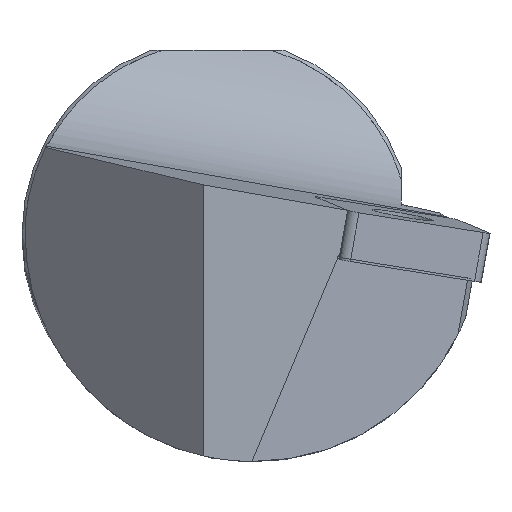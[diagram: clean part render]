
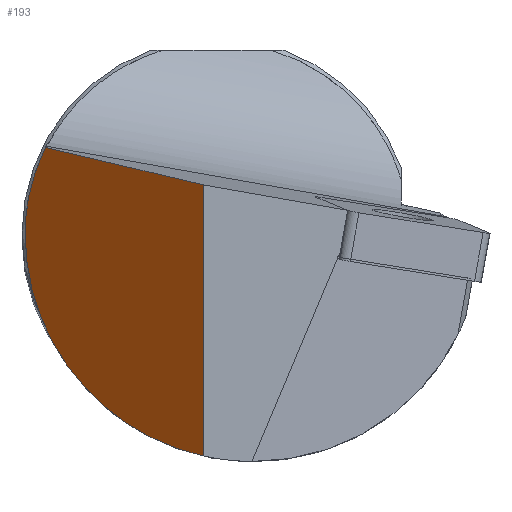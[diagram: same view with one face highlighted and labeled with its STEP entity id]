
A CAD part, top view. The second image highlights one B-rep face of the part: STEP entity #193.
In plain terms, the highlighted planar face has unit normal (-0.707, 0, 0.707).
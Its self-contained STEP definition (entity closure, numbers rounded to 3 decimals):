
#122=PLANE('',#929);
#193=ADVANCED_FACE('',(#242),#122,.F.);
#242=FACE_OUTER_BOUND('',#284,.T.);
#284=EDGE_LOOP('',(#543,#544,#545,#546));
#341=LINE('',#1377,#397);
#344=LINE('',#1422,#400);
#397=VECTOR('',#1080,1.);
#400=VECTOR('',#1099,1.);
#543=ORIENTED_EDGE('',*,*,#813,.T.);
#544=ORIENTED_EDGE('',*,*,#814,.T.);
#545=ORIENTED_EDGE('',*,*,#815,.F.);
#546=ORIENTED_EDGE('',*,*,#803,.F.);
#708=VERTEX_POINT('',#1376);
#709=VERTEX_POINT('',#1378);
#714=VERTEX_POINT('',#1417);
#715=VERTEX_POINT('',#1421);
#803=EDGE_CURVE('',#708,#709,#341,.T.);
#813=EDGE_CURVE('',#708,#714,#876,.T.);
#814=EDGE_CURVE('',#714,#715,#877,.T.);
#815=EDGE_CURVE('',#709,#715,#344,.T.);
#876=ELLIPSE('',#926,34.79,24.6);
#877=ELLIPSE('',#928,41.295,29.2);
#926=AXIS2_PLACEMENT_3D('',#1418,#1093,#1094);
#928=AXIS2_PLACEMENT_3D('',#1420,#1097,#1098);
#929=AXIS2_PLACEMENT_3D('',#1423,#1100,#1101);
#1080=DIRECTION('',(0.697,-0.166,0.697));
#1093=DIRECTION('',(-0.707,0.,0.707));
#1094=DIRECTION('',(0.707,0.,0.707));
#1097=DIRECTION('',(-0.707,0.,0.707));
#1098=DIRECTION('',(-0.707,0.,-0.707));
#1099=DIRECTION('',(0.,-1.,0.));
#1100=DIRECTION('',(0.707,0.,-0.707));
#1101=DIRECTION('',(0.707,0.,0.707));
#1376=CARTESIAN_POINT('',(-21.999,11.01,329.001));
#1377=CARTESIAN_POINT('',(-21.999,11.01,329.001));
#1378=CARTESIAN_POINT('',(-1.8,6.194,349.2));
#1417=CARTESIAN_POINT('',(-24.6,0.,326.4));
#1418=CARTESIAN_POINT('',(0.,0.,351.));
#1420=CARTESIAN_POINT('',(4.6,0.,355.6));
#1421=CARTESIAN_POINT('',(-1.8,-28.49,349.2));
#1422=CARTESIAN_POINT('',(-1.8,6.194,349.2));
#1423=CARTESIAN_POINT('',(0.,0.,351.));
